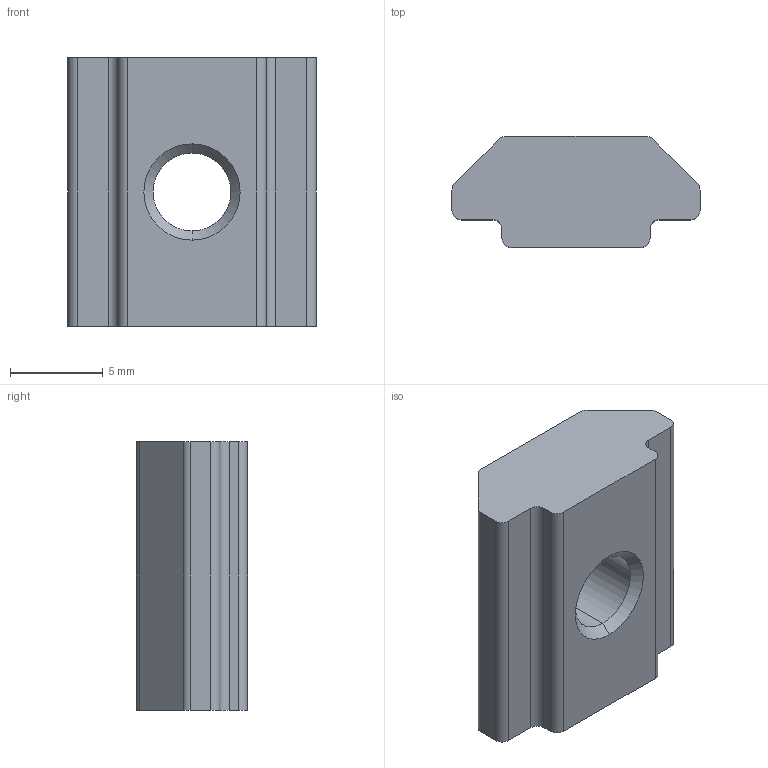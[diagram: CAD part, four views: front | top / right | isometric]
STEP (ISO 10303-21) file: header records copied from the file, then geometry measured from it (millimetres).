
FILE_DESCRIPTION (( 'STEP AP214' ), '1' );
FILE_NAME ('A349 Ñóõàðü ïàçîâûé Ì5, ïàç 8.STEP', '2019-09-17T09:43:33', ( 'Windows User' ), ( '' ), 'SwSTEP 2.0', 'SolidWorks 2018', '' );
FILE_SCHEMA (( 'AUTOMOTIVE_DESIGN' ));
Length unit declared in the file: millimetre
Products named in the file (1): A349 Ñóõàðü ïàçîâûé Ì5, ïàç 8
Bounding box: 13.4 x 6 x 14.5 mm (x, y, z)
Volume: 854.1 mm3; surface area: 671 mm2
Topology: 1 solids, 1 shells, 28 faces, 74 edges, 48 vertices
Faces by surface type: cylinder 12, plane 12, cone 4
Entity records: 934 total; most frequent: DIRECTION 160, CARTESIAN_POINT 151, ORIENTED_EDGE 148, EDGE_CURVE 74, AXIS2_PLACEMENT_3D 57, VERTEX_POINT 48, VECTOR 46, LINE 46
